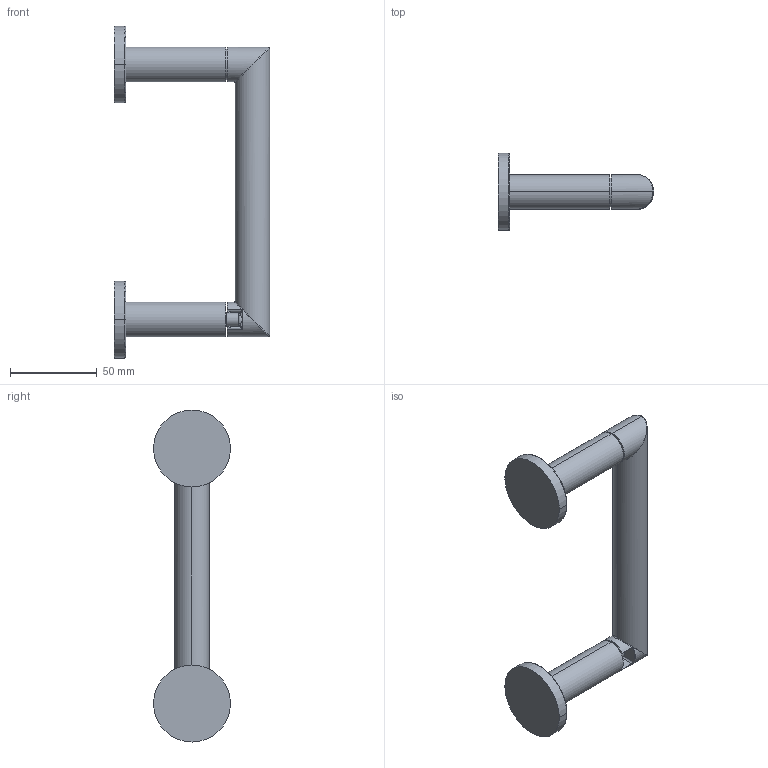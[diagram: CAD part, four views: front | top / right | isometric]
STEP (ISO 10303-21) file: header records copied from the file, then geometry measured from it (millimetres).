
FILE_DESCRIPTION((''),'2;1');
FILE_NAME('36-28','2025-04-17T21:30:27',('SwamiS'),(''),'CREO PARAMETRIC BY PTC INC, 2023134','CREO PARAMETRIC BY PTC INC, 2023134','');
FILE_SCHEMA(('CONFIG_CONTROL_DESIGN'));
Length unit declared in the file: inch
Products named in the file (1): 36-28
Bounding box: 89.89 x 44.45 x 191.77 mm (x, y, z)
Volume: 111449.8 mm3; surface area: 27002.5 mm2
Topology: 1 solids, 1 shells, 83 faces, 184 edges, 110 vertices
Faces by surface type: cylinder 34, plane 20, bspline 12, torus 11, sphere 6
Entity records: 3569 total; most frequent: CARTESIAN_POINT 1730, DIRECTION 387, ORIENTED_EDGE 368, EDGE_CURVE 184, AXIS2_PLACEMENT_3D 163, VERTEX_POINT 110, CIRCLE 92, EDGE_LOOP 90
